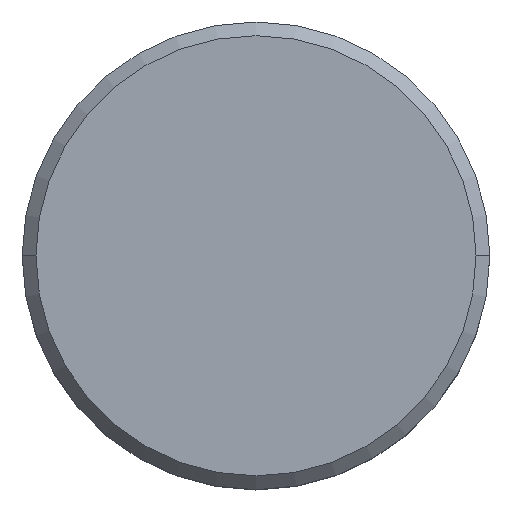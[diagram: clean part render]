
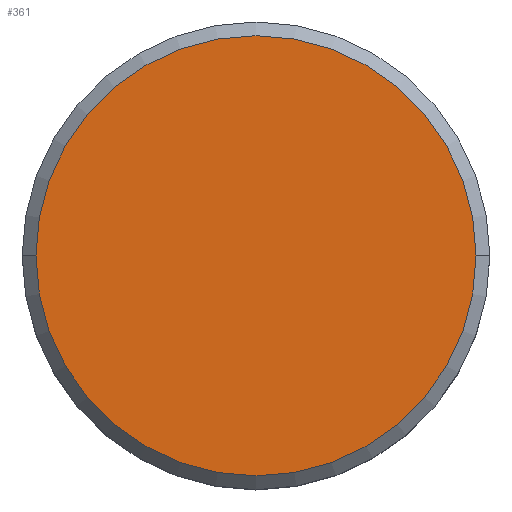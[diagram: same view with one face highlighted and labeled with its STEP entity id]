
A CAD part, top view. The second image highlights one B-rep face of the part: STEP entity #361.
In plain terms, the highlighted planar face has unit normal (0, 0, 1).
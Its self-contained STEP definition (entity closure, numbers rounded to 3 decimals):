
#39 = ORIENTED_EDGE ( 'NONE', *, *, #282, .T. ) ;
#98 = ORIENTED_EDGE ( 'NONE', *, *, #189, .T. ) ;
#178 = VERTEX_POINT ( 'NONE', #478 ) ;
#189 = EDGE_CURVE ( 'NONE', #522, #178, #584, .T. ) ;
#221 = CARTESIAN_POINT ( 'NONE',  ( 0., 0., 0. ) ) ;
#250 = CIRCLE ( 'NONE', #392, 8. ) ;
#271 = DIRECTION ( 'NONE',  ( 0., 0., 1. ) ) ;
#274 = PLANE ( 'NONE',  #544 ) ;
#282 = EDGE_CURVE ( 'NONE', #178, #522, #250, .T. ) ;
#313 = CARTESIAN_POINT ( 'NONE',  ( 0., 0., 0. ) ) ;
#360 = FACE_OUTER_BOUND ( 'NONE', #554, .T. ) ;
#361 = ADVANCED_FACE ( 'NONE', ( #360 ), #274, .T. ) ;
#364 = DIRECTION ( 'NONE',  ( 1., 0., 0. ) ) ;
#392 = AXIS2_PLACEMENT_3D ( 'NONE', #221, #456, #364 ) ;
#456 = DIRECTION ( 'NONE',  ( 0., 0., 1. ) ) ;
#474 = CARTESIAN_POINT ( 'NONE',  ( 8., 0., 0. ) ) ;
#478 = CARTESIAN_POINT ( 'NONE',  ( -8., 0., 0. ) ) ;
#484 = DIRECTION ( 'NONE',  ( 1., 0., 0. ) ) ;
#504 = AXIS2_PLACEMENT_3D ( 'NONE', #579, #531, #484 ) ;
#522 = VERTEX_POINT ( 'NONE', #474 ) ;
#531 = DIRECTION ( 'NONE',  ( 0., 0., 1. ) ) ;
#544 = AXIS2_PLACEMENT_3D ( 'NONE', #313, #271, #598 ) ;
#554 = EDGE_LOOP ( 'NONE', ( #39, #98 ) ) ;
#579 = CARTESIAN_POINT ( 'NONE',  ( 0., 0., 0. ) ) ;
#584 = CIRCLE ( 'NONE', #504, 8. ) ;
#598 = DIRECTION ( 'NONE',  ( 1., 0., 0. ) ) ;
